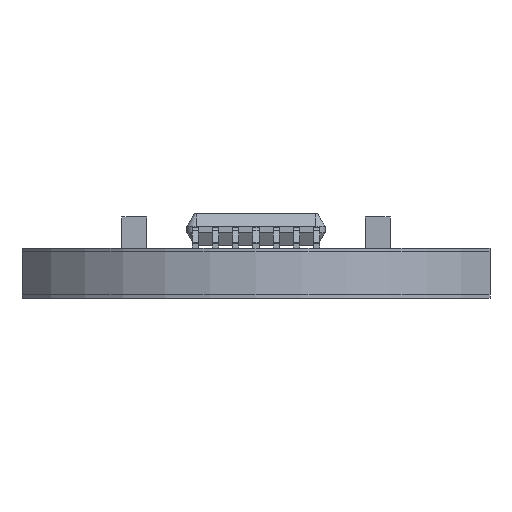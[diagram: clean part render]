
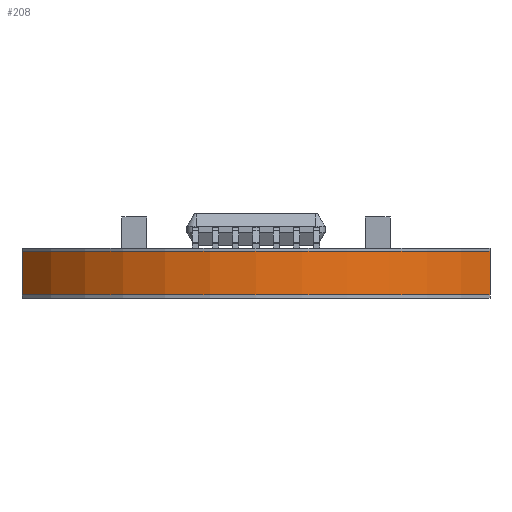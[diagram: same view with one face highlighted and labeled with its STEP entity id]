
A CAD part, front view. The second image highlights one B-rep face of the part: STEP entity #208.
In plain terms, the highlighted cylindrical face has radius 9 mm (diameter 18 mm), a partial arc.
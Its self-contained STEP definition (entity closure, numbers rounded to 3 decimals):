
#183 = VERTEX_POINT('',#184);
#184 = CARTESIAN_POINT('',(-7.5,-4.975,0.7));
#190 = EDGE_CURVE('',#191,#183,#193,.T.);
#191 = VERTEX_POINT('',#192);
#192 = CARTESIAN_POINT('',(-7.5,-4.975,-0.7));
#193 = LINE('',#194,#195);
#194 = CARTESIAN_POINT('',(-7.5,-4.975,-0.7));
#195 = VECTOR('',#196,1.);
#196 = DIRECTION('',(0.,0.,1.));
#208 = ADVANCED_FACE('',(#209),#236,.T.);
#209 = FACE_BOUND('',#210,.F.);
#210 = EDGE_LOOP('',(#211,#212,#221,#229));
#211 = ORIENTED_EDGE('',*,*,#190,.T.);
#212 = ORIENTED_EDGE('',*,*,#213,.T.);
#213 = EDGE_CURVE('',#183,#214,#216,.T.);
#214 = VERTEX_POINT('',#215);
#215 = CARTESIAN_POINT('',(7.5,-4.975,0.7));
#216 = CIRCLE('',#217,9.);
#217 = AXIS2_PLACEMENT_3D('',#218,#219,#220);
#218 = CARTESIAN_POINT('',(0.,0.,0.7));
#219 = DIRECTION('',(0.,0.,1.));
#220 = DIRECTION('',(1.,0.,0.));
#221 = ORIENTED_EDGE('',*,*,#222,.F.);
#222 = EDGE_CURVE('',#223,#214,#225,.T.);
#223 = VERTEX_POINT('',#224);
#224 = CARTESIAN_POINT('',(7.5,-4.975,-0.7));
#225 = LINE('',#226,#227);
#226 = CARTESIAN_POINT('',(7.5,-4.975,-0.7));
#227 = VECTOR('',#228,1.);
#228 = DIRECTION('',(0.,0.,1.));
#229 = ORIENTED_EDGE('',*,*,#230,.F.);
#230 = EDGE_CURVE('',#191,#223,#231,.T.);
#231 = CIRCLE('',#232,9.);
#232 = AXIS2_PLACEMENT_3D('',#233,#234,#235);
#233 = CARTESIAN_POINT('',(0.,0.,-0.7));
#234 = DIRECTION('',(0.,0.,1.));
#235 = DIRECTION('',(1.,0.,0.));
#236 = CYLINDRICAL_SURFACE('',#237,9.);
#237 = AXIS2_PLACEMENT_3D('',#238,#239,#240);
#238 = CARTESIAN_POINT('',(0.,0.,-0.7));
#239 = DIRECTION('',(-0.,-0.,-1.));
#240 = DIRECTION('',(1.,0.,0.));
